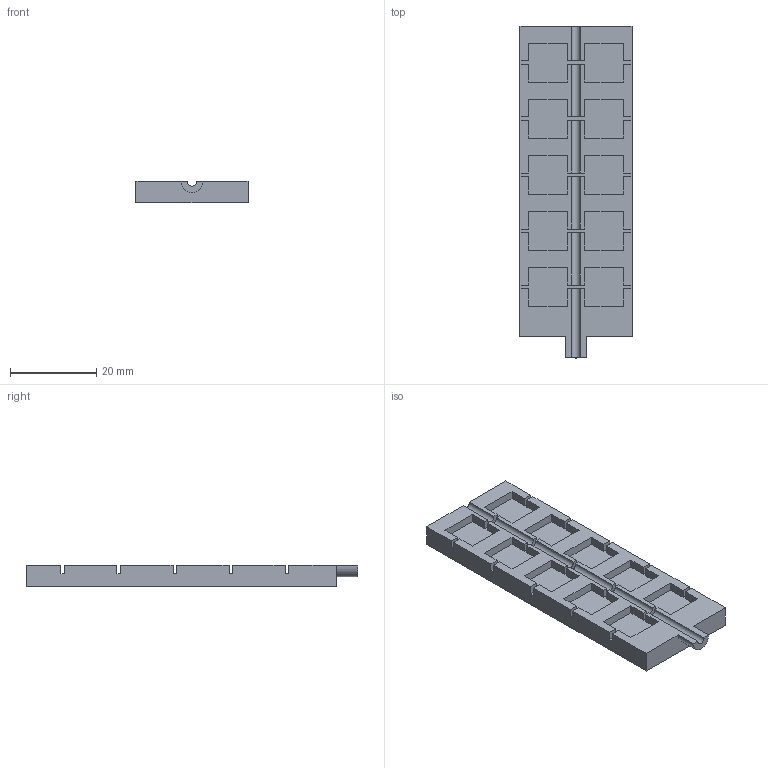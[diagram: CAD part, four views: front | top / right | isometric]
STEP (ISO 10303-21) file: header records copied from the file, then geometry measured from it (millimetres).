
FILE_DESCRIPTION(/* description */ (''),/* implementation_level */ '2;1');
FILE_NAME(/* name */ 'bas10 v2.step',/* time_stamp */ '2021-03-03T19:00:14+01:00',/* author */ (''),/* organization */ (''),/* preprocessor_version */ 'ST-DEVELOPER v18.1',/* originating_system */ 'Autodesk Translation Framework v9.7.1.1290',/* authorisation */ '');
FILE_SCHEMA (('AUTOMOTIVE_DESIGN { 1 0 10303 214 3 1 1 }'));
Length unit declared in the file: millimetre
Products named in the file (1): bas10
Bounding box: 25.98 x 77 x 5 mm (x, y, z)
Volume: 7583.7 mm3; surface area: 5704.7 mm2
Topology: 1 solids, 1 shells, 120 faces, 354 edges, 236 vertices
Faces by surface type: plane 113, cylinder 7
Entity records: 3965 total; most frequent: CARTESIAN_POINT 711, ORIENTED_EDGE 708, DIRECTION 610, EDGE_CURVE 354, LINE 340, VECTOR 340, VERTEX_POINT 236, AXIS2_PLACEMENT_3D 135
